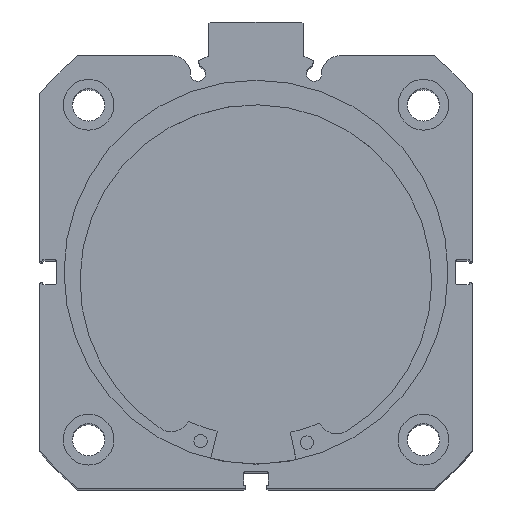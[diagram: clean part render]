
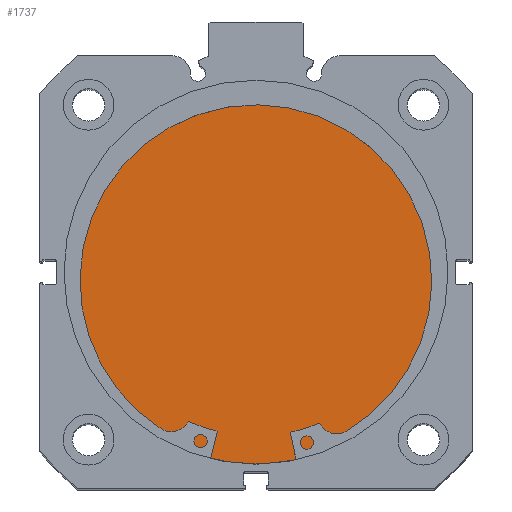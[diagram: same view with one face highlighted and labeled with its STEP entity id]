
A CAD part, top view. The second image highlights one B-rep face of the part: STEP entity #1737.
In plain terms, the highlighted face is planar.
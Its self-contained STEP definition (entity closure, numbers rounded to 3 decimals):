
#409 = CIRCLE ( 'NONE', #5431, 51. ) ;
#434 = CIRCLE ( 'NONE', #5443, 51. ) ;
#1737 = ADVANCED_FACE ( 'NONE', ( #2508 ), #3487, .F. ) ;
#2209 = EDGE_LOOP ( 'NONE', ( #2408, #2413 ) ) ;
#2408 = ORIENTED_EDGE ( 'NONE', *, *, #4890, .F. ) ;
#2413 = ORIENTED_EDGE ( 'NONE', *, *, #4873, .F. ) ;
#2508 = FACE_OUTER_BOUND ( 'NONE', #2209, .T. ) ;
#3479 = DIRECTION ( 'NONE',  ( 0., 0., 1. ) ) ;
#3481 = DIRECTION ( 'NONE',  ( -1., 0., 0. ) ) ;
#3483 = CARTESIAN_POINT ( 'NONE',  ( 13., 51., 0. ) ) ;
#3487 = PLANE ( 'NONE',  #5051 ) ;
#3981 = VERTEX_POINT ( 'NONE', #6200 ) ;
#3982 = VERTEX_POINT ( 'NONE', #6201 ) ;
#4873 = EDGE_CURVE ( 'NONE', #3981, #3982, #409, .T. ) ;
#4890 = EDGE_CURVE ( 'NONE', #3982, #3981, #434, .T. ) ;
#5051 = AXIS2_PLACEMENT_3D ( 'NONE', #3483, #3481, #3479 ) ;
#5431 = AXIS2_PLACEMENT_3D ( 'NONE', #6637, #6650, #6651 ) ;
#5443 = AXIS2_PLACEMENT_3D ( 'NONE', #6681, #6692, #6693 ) ;
#6200 = CARTESIAN_POINT ( 'NONE',  ( 13., 0., -51. ) ) ;
#6201 = CARTESIAN_POINT ( 'NONE',  ( 13., 0., 51. ) ) ;
#6637 = CARTESIAN_POINT ( 'NONE',  ( 13., 0., 0. ) ) ;
#6650 = DIRECTION ( 'NONE',  ( -1., 0., 0. ) ) ;
#6651 = DIRECTION ( 'NONE',  ( 0., 0., 1. ) ) ;
#6681 = CARTESIAN_POINT ( 'NONE',  ( 13., 0., 0. ) ) ;
#6692 = DIRECTION ( 'NONE',  ( -1., 0., 0. ) ) ;
#6693 = DIRECTION ( 'NONE',  ( 0., 0., 1. ) ) ;
